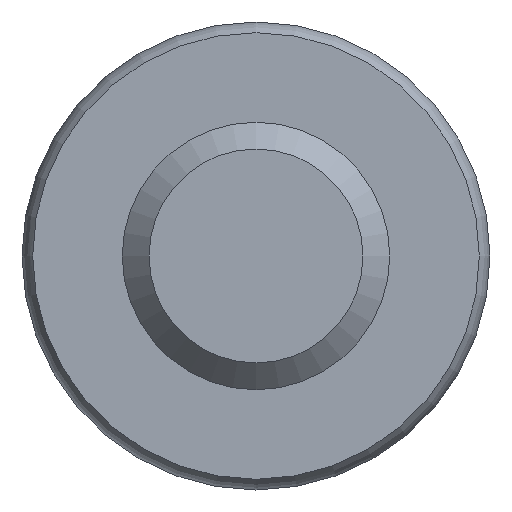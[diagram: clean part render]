
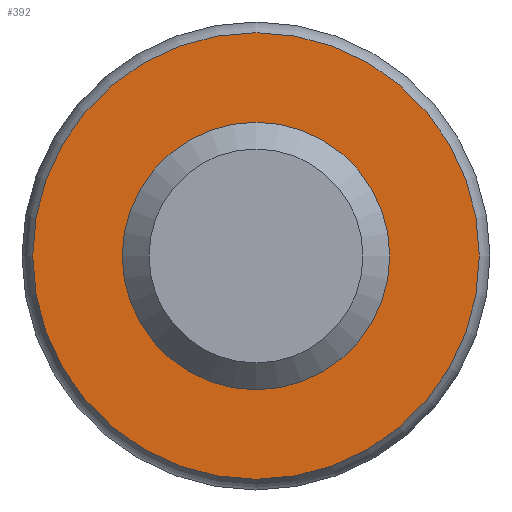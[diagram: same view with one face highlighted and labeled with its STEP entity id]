
A CAD part, front view. The second image highlights one B-rep face of the part: STEP entity #392.
In plain terms, the highlighted planar face has unit normal (0, -1, 0).
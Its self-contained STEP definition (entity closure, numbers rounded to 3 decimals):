
#83=FACE_BOUND('',#122,.T.);
#92=FACE_OUTER_BOUND('',#121,.T.);
#121=EDGE_LOOP('',(#274));
#122=EDGE_LOOP('',(#275));
#148=CIRCLE('',#441,0.8);
#149=CIRCLE('',#443,1.67);
#175=VERTEX_POINT('',#628);
#176=VERTEX_POINT('',#631);
#214=EDGE_CURVE('',#175,#175,#148,.T.);
#215=EDGE_CURVE('',#176,#176,#149,.T.);
#274=ORIENTED_EDGE('',*,*,#215,.T.);
#275=ORIENTED_EDGE('',*,*,#214,.F.);
#377=PLANE('',#442);
#392=ADVANCED_FACE('',(#92,#83),#377,.T.);
#441=AXIS2_PLACEMENT_3D('',#629,#504,#505);
#442=AXIS2_PLACEMENT_3D('',#630,#506,#507);
#443=AXIS2_PLACEMENT_3D('',#632,#508,#509);
#504=DIRECTION('center_axis',(0.,-1.,0.));
#505=DIRECTION('ref_axis',(0.,0.,1.));
#506=DIRECTION('center_axis',(0.,-1.,0.));
#507=DIRECTION('ref_axis',(-1.,0.,0.));
#508=DIRECTION('center_axis',(0.,-1.,0.));
#509=DIRECTION('ref_axis',(1.,0.,0.));
#628=CARTESIAN_POINT('',(0.,0.,-0.8));
#629=CARTESIAN_POINT('Origin',(0.,0.,0.));
#630=CARTESIAN_POINT('Origin',(0.,0.,0.));
#631=CARTESIAN_POINT('',(-1.67,0.,0.));
#632=CARTESIAN_POINT('Origin',(0.,0.,0.));
